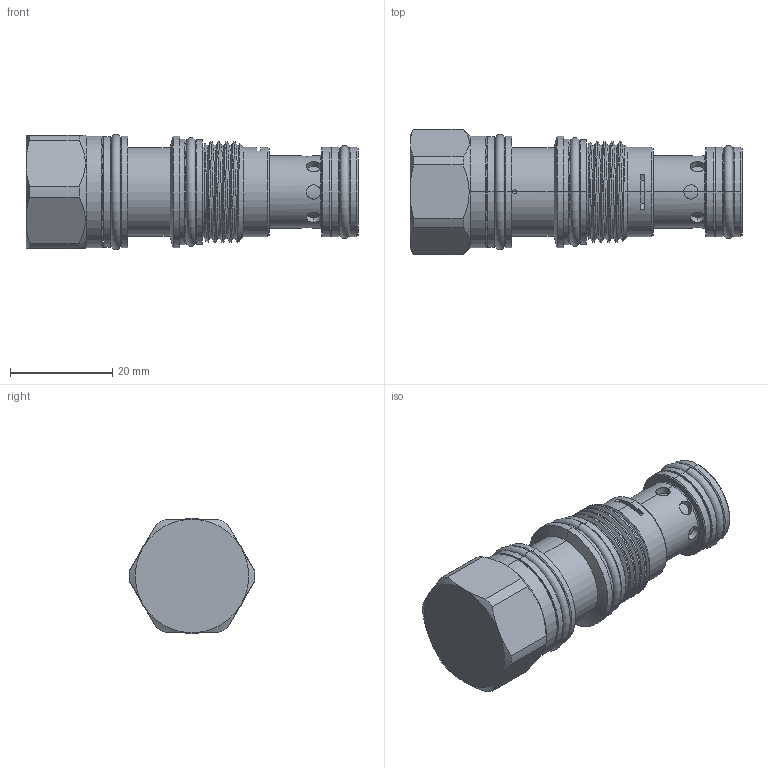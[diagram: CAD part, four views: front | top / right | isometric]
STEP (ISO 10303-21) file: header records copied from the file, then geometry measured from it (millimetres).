
FILE_DESCRIPTION (( 'STEP AP203' ), '1' );
FILE_NAME ('LR11A30(31)-N-85.STEP', '2025-06-13T08:58:22', ( '' ), ( '' ), 'SwSTEP 2.0', 'SolidWorks 2018', '' );
FILE_SCHEMA (( 'CONFIG_CONTROL_DESIGN' ));
Length unit declared in the file: millimetre
Products named in the file (1): LR11A30(31)-N-85
Bounding box: 65.03 x 24.59 x 22.56 mm (x, y, z)
Volume: 18722.4 mm3; surface area: 6282.9 mm2
Topology: 1 solids, 1 shells, 165 faces, 372 edges, 227 vertices
Faces by surface type: cylinder 88, plane 28, cone 26, torus 20, bspline 3
Entity records: 6545 total; most frequent: CARTESIAN_POINT 2857, DIRECTION 776, ORIENTED_EDGE 744, EDGE_CURVE 372, AXIS2_PLACEMENT_3D 334, VERTEX_POINT 227, EDGE_LOOP 183, CIRCLE 171
